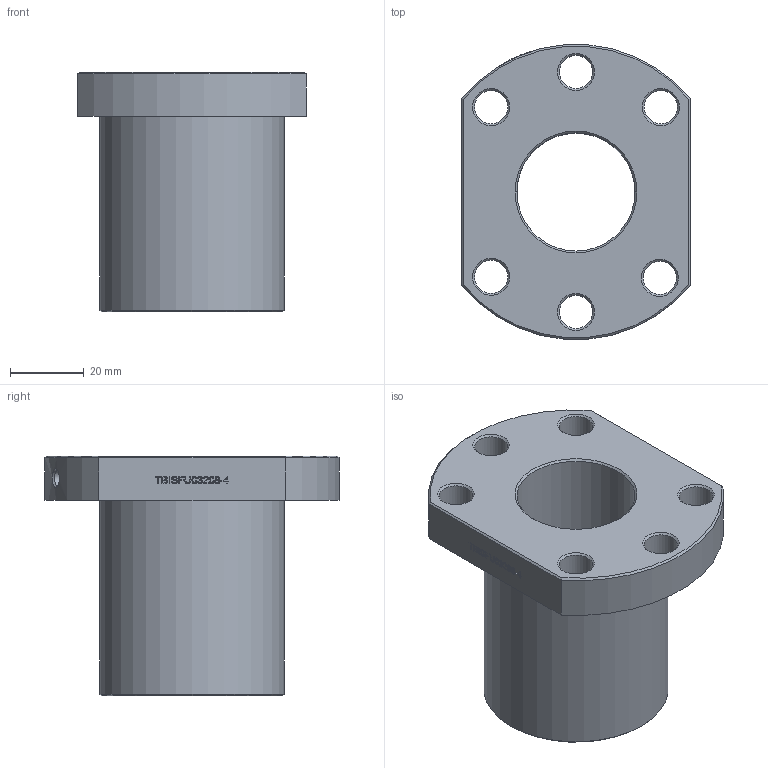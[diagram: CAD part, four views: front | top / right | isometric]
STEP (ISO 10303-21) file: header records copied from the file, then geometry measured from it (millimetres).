
FILE_DESCRIPTION(/* description */ (''),/* implementation_level */ '2;1');
FILE_NAME(/* name */ 'SFU03208-4.stp',/* time_stamp */ '2020-03-23T21:23:11+08:00',/* author */ (''),/* organization */ (''),/* preprocessor_version */ 'ST-DEVELOPER v16',/* originating_system */ 'SIEMENS PLM Software NX 10.0',/* authorisation */ '');
FILE_SCHEMA (('AUTOMOTIVE_DESIGN { 1 0 10303 214 3 1 1 1 }'));
Length unit declared in the file: millimetre
Products named in the file (1): Admi0BFC4609naqo
Bounding box: 62 x 79.74 x 65 mm (x, y, z)
Volume: 99819.3 mm3; surface area: 26170.4 mm2
Topology: 1 solids, 1 shells, 141 faces, 340 edges, 223 vertices
Faces by surface type: plane 84, extrusion 33, cone 12, cylinder 11, bspline 1
Full cylindrical faces by diameter (mm): 4 x1, 9 x6, 32 x1, 50 x1
Entity records: 5396 total; most frequent: CARTESIAN_POINT 2366, ORIENTED_EDGE 632, DIRECTION 470, EDGE_CURVE 316, VERTEX_POINT 220, EDGE_LOOP 197, VECTOR 188, B_SPLINE_CURVE_WITH_KNOTS 161
